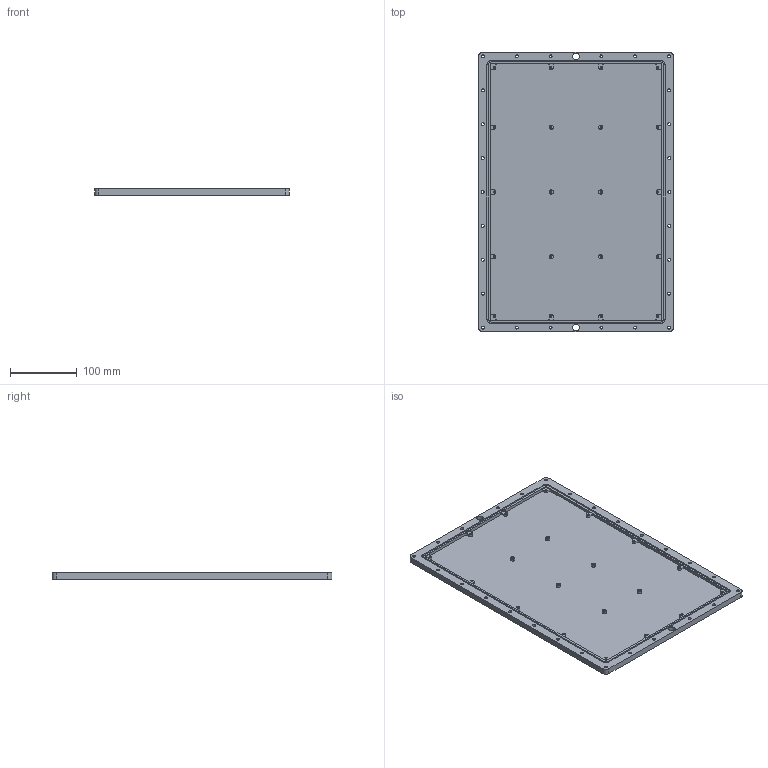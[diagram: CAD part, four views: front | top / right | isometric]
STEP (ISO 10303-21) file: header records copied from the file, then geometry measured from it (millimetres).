
FILE_DESCRIPTION (( 'STEP AP203' ), '1' );
FILE_NAME ('back_panel.STEP', '2016-09-30T05:33:52', ( '' ), ( '' ), 'SwSTEP 2.0', 'SolidWorks 2015', '' );
FILE_SCHEMA (( 'CONFIG_CONTROL_DESIGN' ));
Length unit declared in the file: inch
Products named in the file (1): back_panel
Bounding box: 291.97 x 418.97 x 9.14 mm (x, y, z)
Volume: 637465.6 mm3; surface area: 274102 mm2
Topology: 1 solids, 1 shells, 310 faces, 785 edges, 506 vertices
Faces by surface type: cylinder 169, plane 89, cone 52
Entity records: 9634 total; most frequent: DIRECTION 1797, CARTESIAN_POINT 1602, ORIENTED_EDGE 1570, EDGE_CURVE 785, AXIS2_PLACEMENT_3D 701, VERTEX_POINT 506, EDGE_LOOP 395, LINE 395
